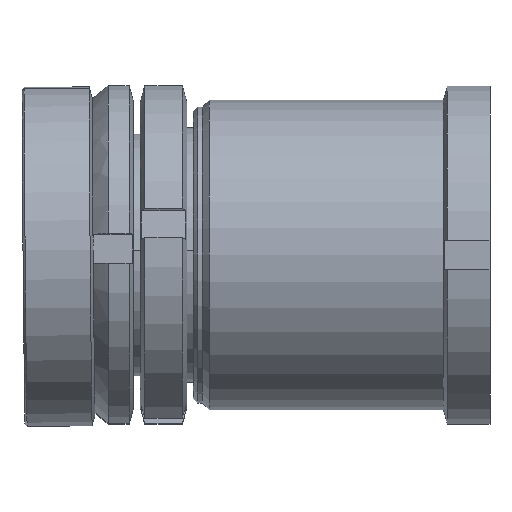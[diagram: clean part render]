
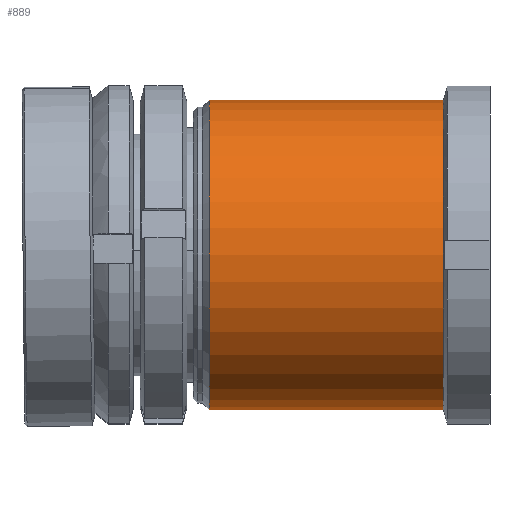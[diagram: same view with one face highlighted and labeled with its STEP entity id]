
A CAD part, left-side view. The second image highlights one B-rep face of the part: STEP entity #889.
In plain terms, the highlighted cylindrical face has radius 36.5 mm (diameter 73 mm), a partial arc.
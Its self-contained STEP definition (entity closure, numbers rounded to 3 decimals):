
#102 = VECTOR ( 'NONE', #2985, 1000. ) ;
#141 = VECTOR ( 'NONE', #1031, 1000. ) ;
#339 = CARTESIAN_POINT ( 'NONE',  ( 0., 10.447, -36.5 ) ) ;
#432 = DIRECTION ( 'NONE',  ( 0., 0., 1. ) ) ;
#621 = EDGE_LOOP ( 'NONE', ( #702, #3230, #3167, #810 ) ) ;
#631 = VERTEX_POINT ( 'NONE', #1976 ) ;
#702 = ORIENTED_EDGE ( 'NONE', *, *, #3899, .F. ) ;
#810 = ORIENTED_EDGE ( 'NONE', *, *, #1464, .F. ) ;
#839 = CARTESIAN_POINT ( 'NONE',  ( 0., 10.447, 36.5 ) ) ;
#889 = ADVANCED_FACE ( 'NONE', ( #3422 ), #1656, .T. ) ;
#1031 = DIRECTION ( 'NONE',  ( 0., 1., 0. ) ) ;
#1054 = LINE ( 'NONE', #339, #141 ) ;
#1117 = CIRCLE ( 'NONE', #4034, 36.5 ) ;
#1223 = VERTEX_POINT ( 'NONE', #1984 ) ;
#1464 = EDGE_CURVE ( 'NONE', #1223, #1627, #4048, .T. ) ;
#1520 = DIRECTION ( 'NONE',  ( 0., 0., 1. ) ) ;
#1627 = VERTEX_POINT ( 'NONE', #3261 ) ;
#1656 = CYLINDRICAL_SURFACE ( 'NONE', #1970, 36.5 ) ;
#1845 = DIRECTION ( 'NONE',  ( 0., 0., 1. ) ) ;
#1867 = DIRECTION ( 'NONE',  ( 0., 1., 0. ) ) ;
#1908 = LINE ( 'NONE', #839, #102 ) ;
#1939 = EDGE_CURVE ( 'NONE', #4023, #631, #1117, .T. ) ;
#1970 = AXIS2_PLACEMENT_3D ( 'NONE', #2813, #1867, #1520 ) ;
#1976 = CARTESIAN_POINT ( 'NONE',  ( 0., -59., 36.5 ) ) ;
#1984 = CARTESIAN_POINT ( 'NONE',  ( 0., -3.8, -36.5 ) ) ;
#2041 = CARTESIAN_POINT ( 'NONE',  ( 0., -59., -36.5 ) ) ;
#2129 = EDGE_CURVE ( 'NONE', #631, #1627, #1908, .T. ) ;
#2732 = CARTESIAN_POINT ( 'NONE',  ( 0., -3.8, 0. ) ) ;
#2813 = CARTESIAN_POINT ( 'NONE',  ( 0., 10.447, 0. ) ) ;
#2985 = DIRECTION ( 'NONE',  ( 0., 1., 0. ) ) ;
#3095 = CARTESIAN_POINT ( 'NONE',  ( 0., -59., 0. ) ) ;
#3132 = DIRECTION ( 'NONE',  ( 0., 1., 0. ) ) ;
#3167 = ORIENTED_EDGE ( 'NONE', *, *, #2129, .T. ) ;
#3213 = AXIS2_PLACEMENT_3D ( 'NONE', #2732, #3132, #1845 ) ;
#3230 = ORIENTED_EDGE ( 'NONE', *, *, #1939, .T. ) ;
#3261 = CARTESIAN_POINT ( 'NONE',  ( 0., -3.8, 36.5 ) ) ;
#3422 = FACE_OUTER_BOUND ( 'NONE', #621, .T. ) ;
#3475 = DIRECTION ( 'NONE',  ( 0., 1., 0. ) ) ;
#3899 = EDGE_CURVE ( 'NONE', #4023, #1223, #1054, .T. ) ;
#4023 = VERTEX_POINT ( 'NONE', #2041 ) ;
#4034 = AXIS2_PLACEMENT_3D ( 'NONE', #3095, #3475, #432 ) ;
#4048 = CIRCLE ( 'NONE', #3213, 36.5 ) ;
